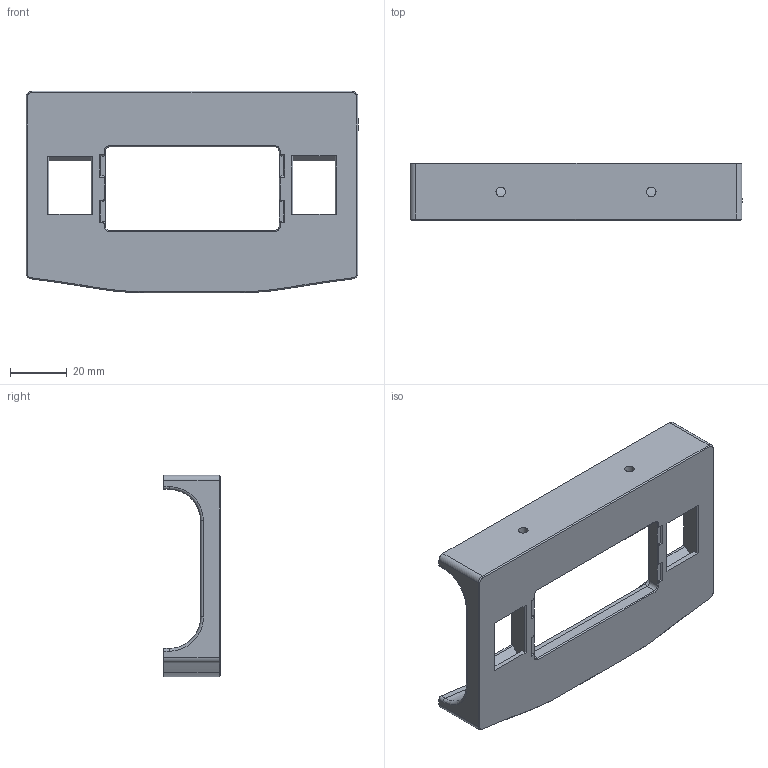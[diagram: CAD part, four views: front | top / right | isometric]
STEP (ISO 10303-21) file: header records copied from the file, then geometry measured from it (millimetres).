
FILE_DESCRIPTION(/* description */ (''),/* implementation_level */ '2;1');
FILE_NAME(/* name */ 'Schaffner-FN286-6-06 Plug Panel.step',/* time_stamp */ '2021-10-11T23:28:38+02:00',/* author */ (''),/* organization */ (''),/* preprocessor_version */ 'ST-DEVELOPER v18.1',/* originating_system */ 'Autodesk Translation Framework v10.10.0.1391',/* authorisation */ '');
FILE_SCHEMA (('AUTOMOTIVE_DESIGN { 1 0 10303 214 3 1 1 }'));
Length unit declared in the file: millimetre
Products named in the file (1): Schaffner-FN286-6-06 Plug Panel
Bounding box: 117 x 20 x 71 mm (x, y, z)
Volume: 59483.1 mm3; surface area: 21890.8 mm2
Topology: 1 solids, 1 shells, 158 faces, 407 edges, 252 vertices
Faces by surface type: plane 90, cylinder 40, cone 20, torus 6, bspline 2
Full cylindrical faces by diameter (mm): 3.4 x2, 6 x2
Entity records: 4989 total; most frequent: CARTESIAN_POINT 1036, DIRECTION 819, ORIENTED_EDGE 814, EDGE_CURVE 407, LINE 293, VECTOR 293, AXIS2_PLACEMENT_3D 263, VERTEX_POINT 252
